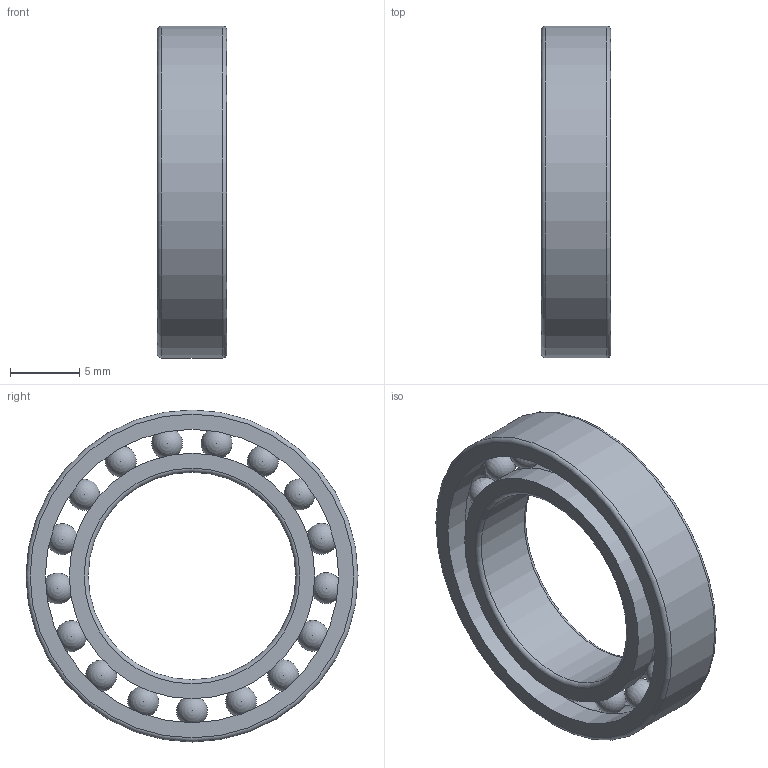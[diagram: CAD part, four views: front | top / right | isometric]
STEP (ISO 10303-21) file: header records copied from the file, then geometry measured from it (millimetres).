
FILE_DESCRIPTION( ( 'STEP AP203' ), '1' );
FILE_NAME( '6802.stp', '2019-08-14T06:34:00', ( '' ), ( '' ), ' ', 'PARTsolutions', ' ' );
FILE_SCHEMA( ( 'CONFIG_CONTROL_DESIGN' ) );
Length unit declared in the file: millimetre
Products named in the file (4): 6802; _6802 Outer ring; _6802 Inner ring; _6802 Ball
Assembly tree (19 placements, depth 2):
  6802
    _6802 Outer ring
    _6802 Inner ring
    _6802 Ball  x17
Bounding box: 5 x 24 x 24 mm (x, y, z)
Volume: 915.3 mm3; surface area: 1819.1 mm2
Topology: 19 solids, 19 shells, 33 faces, 79 edges, 50 vertices
Faces by surface type: sphere 17, cylinder 6, torus 6, plane 4
Full cylindrical faces by diameter (mm): 15 x1, 17.75 x2, 21.2 x2, 24 x1
Entity records: 619 total; most frequent: DIRECTION 106, CARTESIAN_POINT 72, AXIS2_PLACEMENT_3D 53, EDGE_LOOP 32, ORIENTED_EDGE 32, FACE_OUTER_BOUND 28, PRODUCT_DEFINITION_SHAPE 23, CONTEXT_DEPENDENT_SHAPE_REPRESENTATION 19
